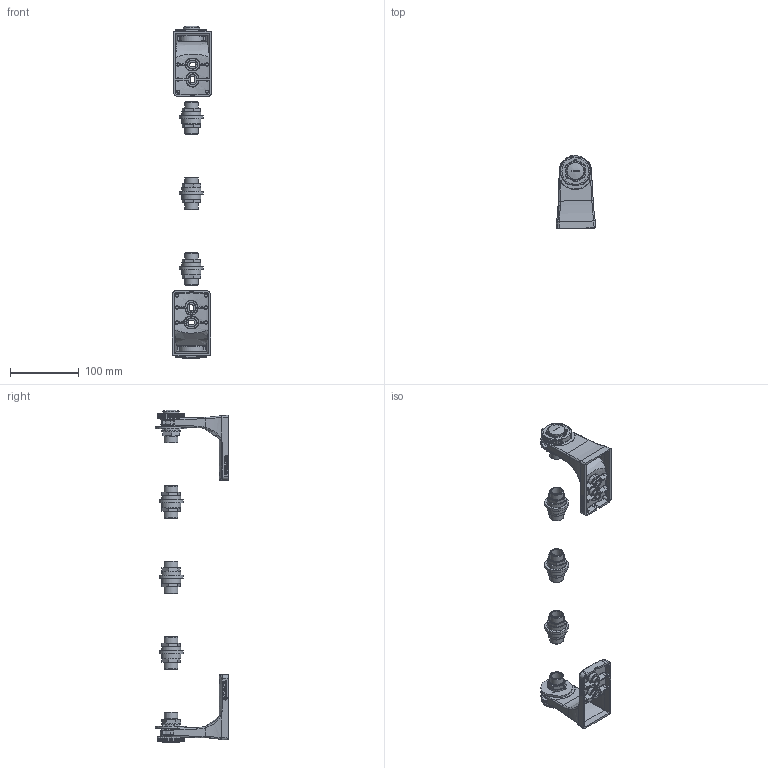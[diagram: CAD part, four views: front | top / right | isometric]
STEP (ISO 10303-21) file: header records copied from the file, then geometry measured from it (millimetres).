
FILE_DESCRIPTION(/* description */ ('Customer part'),/* implementation_level */ '2;1');
FILE_NAME(/* name */ '800000010413_PRT_000.step',/* time_stamp */ '2018-07-16T18:29:55+02:00',/* author */ ('IMPORT'),/* organization */ ('WERMA Signaltechnik GmbH+Co.KG'),/* preprocessor_version */ 'ST-DEVELOPER v17',/* originating_system */ 'Autodesk Inventor 2018',/* authorisation */ 'public');
FILE_SCHEMA (('AUTOMOTIVE_DESIGN { 1 0 10303 214 3 1 1 }'));
Products named in the file (1): 800000010413
Bounding box: 57.82 x 107.12 x 483.96 mm (x, y, z)
Volume: 173709.9 mm3; surface area: 118761.1 mm2
Topology: 5 solids, 15 shells, 4059 faces, 10809 edges, 6947 vertices
Faces by surface type: plane 1828, cylinder 880, bspline 670, torus 350, cone 228, sphere 103
Full cylindrical faces by diameter (mm): 15 x6, 17.8 x2, 18.4 x2, 19.8 x2, 20 x6, 24 x1, 24.8 x2, 25 x2, 26.8 x4, 27.8 x8, 35 x3
Entity records: 157018 total; most frequent: CARTESIAN_POINT 54967, ORIENTED_EDGE 21618, DIRECTION 19048, EDGE_CURVE 10809, AXIS2_PLACEMENT_3D 6964, VERTEX_POINT 6947, LINE 5120, VECTOR 5120
